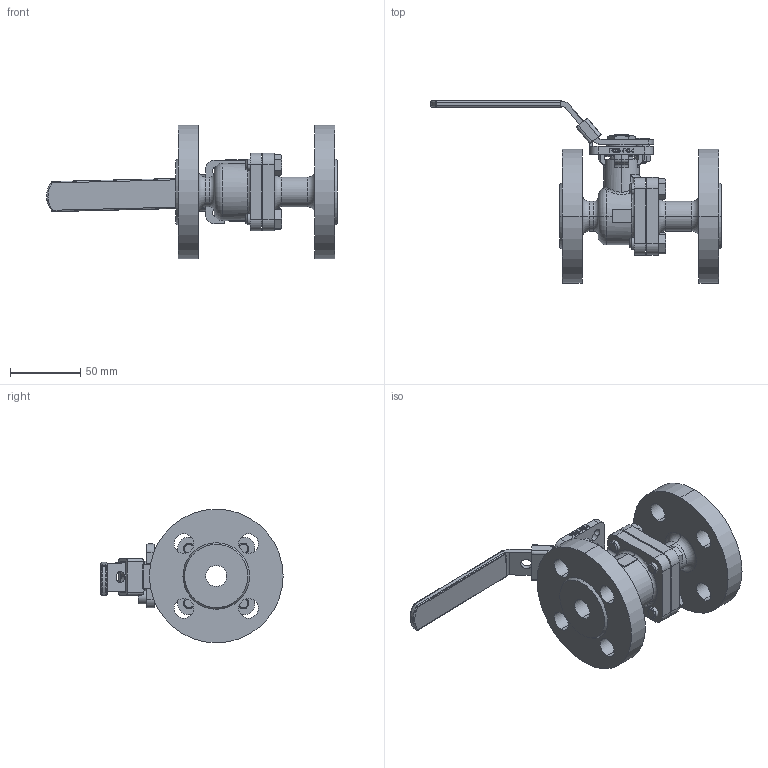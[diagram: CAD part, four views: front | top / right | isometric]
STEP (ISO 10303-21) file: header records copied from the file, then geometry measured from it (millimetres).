
FILE_DESCRIPTION (( 'STEP AP203' ), '1' );
FILE_NAME ('L62015²Õ¦X¥ó.STEP', '2016-11-08T07:25:53', ( '' ), ( '' ), 'SwSTEP 2.0', 'SolidWorks 2012', '' );
FILE_SCHEMA (( 'CONFIG_CONTROL_DESIGN' ));
Length unit declared in the file: millimetre
Products named in the file (20): L62015組合件; OR03; ST82; SN02; SS03; HN31; PV18; BL62015; HE31; TW05; SX29; G106; SX03; BP150; PS01; MP35; SM147; SP08; AL62015; BL18
Assembly tree (25 placements, depth 2):
  L62015組合件
    BL18
    AL62015
    SP08
    SM147
    MP35
    PS01
    BP150
    SX03  x2
    G106  x2
    SX29
    TW05
    HE31
    BL62015
    PV18
    HN31  x4
    SS03
    SN02
    ST82  x2
    OR03
Bounding box: 206.66 x 129.42 x 95 mm (x, y, z)
Volume: 294601.7 mm3; surface area: 111108.4 mm2
Topology: 26 solids, 26 shells, 909 faces, 2242 edges, 1410 vertices
Faces by surface type: plane 361, cylinder 275, cone 108, bspline 108, torus 43, sphere 14
Entity records: 33805 total; most frequent: CARTESIAN_POINT 12609, ORIENTED_EDGE 4060, DIRECTION 3720, EDGE_CURVE 2030, AXIS2_PLACEMENT_3D 1350, VERTEX_POINT 1286, LINE 1020, VECTOR 1020
